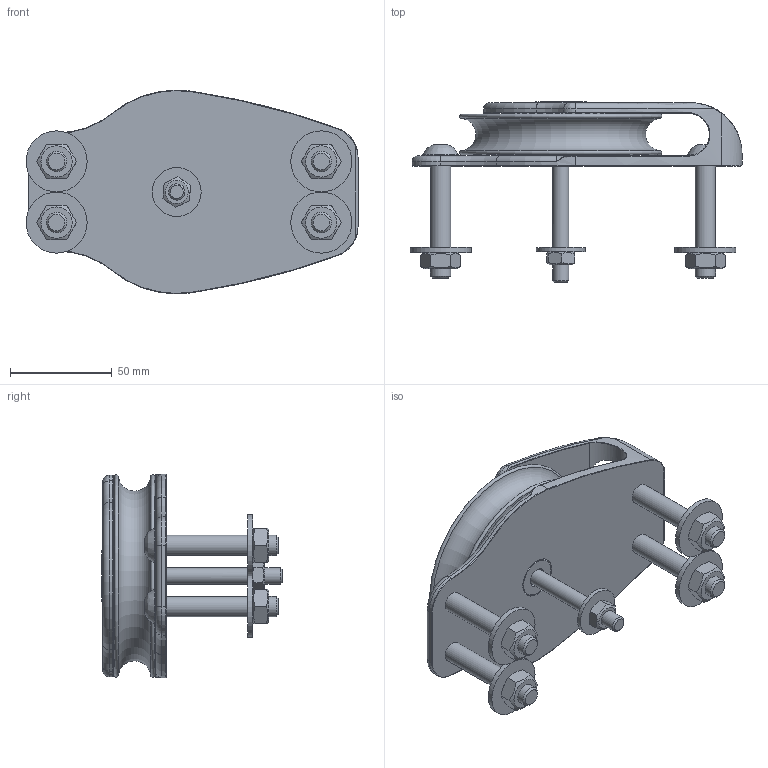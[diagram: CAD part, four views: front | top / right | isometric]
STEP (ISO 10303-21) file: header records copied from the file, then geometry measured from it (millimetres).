
FILE_DESCRIPTION(/* description */ (''),/* implementation_level */ '2;1');
FILE_NAME(/* name */ '01011.stp',/* time_stamp */ '2019-04-30T14:01:02+02:00',/* author */ ('Nicola'),/* organization */ (''),/* preprocessor_version */ 'ST-DEVELOPER v16.5',/* originating_system */ 'Autodesk Inventor 2017',/* authorisation */ '');
FILE_SCHEMA (('AUTOMOTIVE_DESIGN { 1 0 10303 214 3 1 1 }'));
Length unit declared in the file: millimetre
Products named in the file (1): 19043014
Bounding box: 163 x 88.5 x 100 mm (x, y, z)
Volume: 249546.3 mm3; surface area: 100134.3 mm2
Topology: 64 solids, 68 shells, 420 faces, 1000 edges, 615 vertices
Faces by surface type: plane 135, torus 86, cylinder 71, sphere 62, cone 42, bspline 24
Full cylindrical faces by diameter (mm): 8 x2, 8.4 x1, 8.5 x1, 10 x8, 11 x4, 13 x1, 13.5 x1, 18 x4, 18.2 x4, 24 x1, 24.8 x1, 25 x1, 25.9 x1, 26.2 x1, 30 x4, 35 x2, 43 x2, 53 x2
Entity records: 10598 total; most frequent: CARTESIAN_POINT 3126, DIRECTION 1642, ORIENTED_EDGE 1320, AXIS2_PLACEMENT_3D 745, EDGE_CURVE 658, EDGE_LOOP 534, VERTEX_POINT 468, ADVANCED_FACE 420
